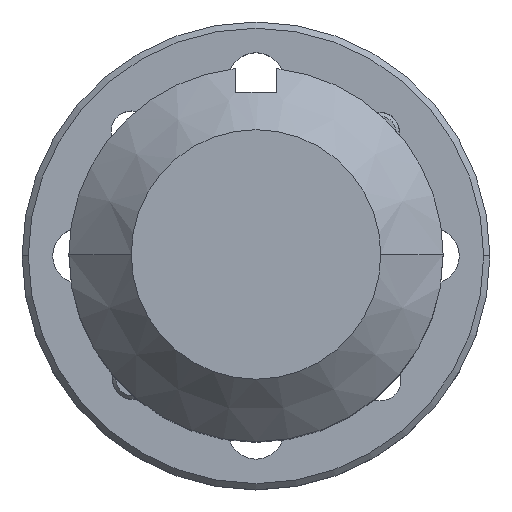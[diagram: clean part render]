
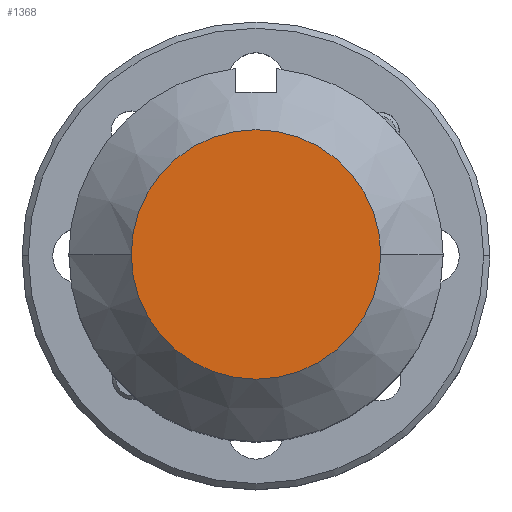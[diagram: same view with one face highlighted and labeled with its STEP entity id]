
A CAD part, top view. The second image highlights one B-rep face of the part: STEP entity #1368.
In plain terms, the highlighted planar face has unit normal (0, 0, 1).
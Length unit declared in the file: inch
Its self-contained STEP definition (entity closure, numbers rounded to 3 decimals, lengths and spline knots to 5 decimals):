
#11 = DIRECTION ( 'NONE',  ( 0., 0., 1. ) ) ;
#118 = CARTESIAN_POINT ( 'NONE',  ( 0.12373, 1.29414, 2.58815 ) ) ;
#124 = PLANE ( 'NONE',  #366 ) ;
#335 = AXIS2_PLACEMENT_3D ( 'NONE', #1064, #901, #1275 ) ;
#366 = AXIS2_PLACEMENT_3D ( 'NONE', #1843, #1139, #435 ) ;
#435 = DIRECTION ( 'NONE',  ( 0., -1., 0. ) ) ;
#670 = FACE_OUTER_BOUND ( 'NONE', #1707, .T. ) ;
#702 = DIRECTION ( 'NONE',  ( 0., -1., 0. ) ) ;
#708 = VERTEX_POINT ( 'NONE', #2053 ) ;
#729 = ORIENTED_EDGE ( 'NONE', *, *, #1605, .T. ) ;
#901 = DIRECTION ( 'NONE',  ( 0., 0., 1. ) ) ;
#1064 = CARTESIAN_POINT ( 'NONE',  ( 0.32373, 1.29414, 2.58815 ) ) ;
#1082 = CIRCLE ( 'NONE', #1982, 0.2 ) ;
#1139 = DIRECTION ( 'NONE',  ( 0., 0., 1. ) ) ;
#1275 = DIRECTION ( 'NONE',  ( 0., -1., 0. ) ) ;
#1364 = ORIENTED_EDGE ( 'NONE', *, *, #1892, .T. ) ;
#1368 = ADVANCED_FACE ( 'NONE', ( #670 ), #124, .T. ) ;
#1605 = EDGE_CURVE ( 'NONE', #708, #1774, #2039, .T. ) ;
#1707 = EDGE_LOOP ( 'NONE', ( #1364, #729 ) ) ;
#1774 = VERTEX_POINT ( 'NONE', #118 ) ;
#1843 = CARTESIAN_POINT ( 'NONE',  ( 0.32373, 1.48047, 2.58815 ) ) ;
#1892 = EDGE_CURVE ( 'NONE', #1774, #708, #1082, .T. ) ;
#1971 = CARTESIAN_POINT ( 'NONE',  ( 0.32373, 1.29414, 2.58815 ) ) ;
#1982 = AXIS2_PLACEMENT_3D ( 'NONE', #1971, #11, #702 ) ;
#2039 = CIRCLE ( 'NONE', #335, 0.2 ) ;
#2053 = CARTESIAN_POINT ( 'NONE',  ( 0.52373, 1.29414, 2.58815 ) ) ;
